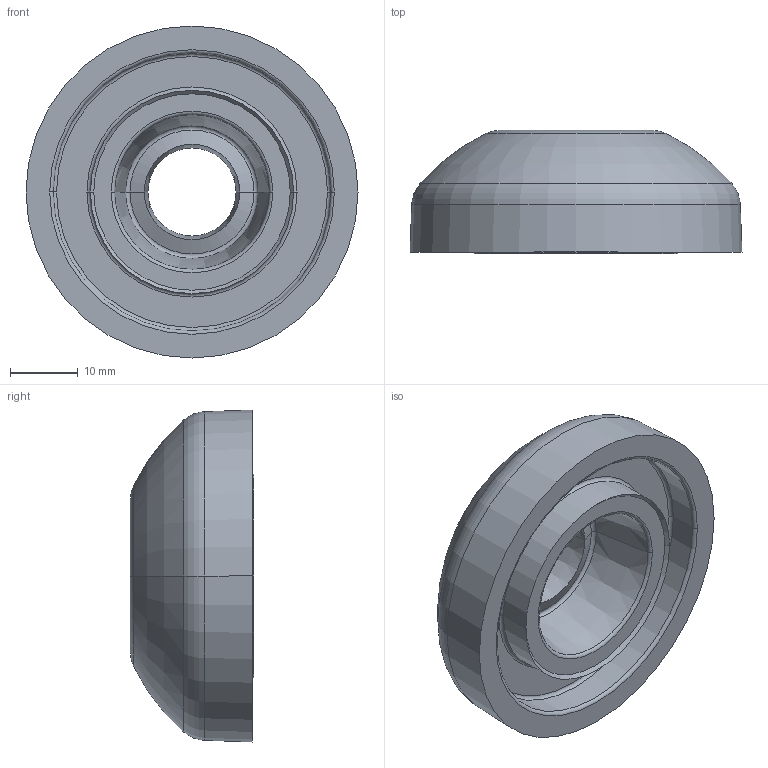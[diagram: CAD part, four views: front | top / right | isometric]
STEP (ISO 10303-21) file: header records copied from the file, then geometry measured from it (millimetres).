
FILE_DESCRIPTION (( 'STEP AP214' ), '1' );
FILE_NAME ('098a050zs.STEP', '2014-08-12T08:33:19', ( '' ), ( '' ), 'SwSTEP 2.0', 'SolidWorks 2014', '' );
FILE_SCHEMA (( 'AUTOMOTIVE_DESIGN' ));
Length unit declared in the file: millimetre
Products named in the file (1): 098a050zs
Bounding box: 49 x 18.2 x 49 mm (x, y, z)
Volume: 19169 mm3; surface area: 7089 mm2
Topology: 1 solids, 1 shells, 35 faces, 70 edges, 38 vertices
Faces by surface type: torus 16, cone 10, cylinder 4, plane 3, sphere 2
Entity records: 950 total; most frequent: DIRECTION 198, CARTESIAN_POINT 144, ORIENTED_EDGE 140, AXIS2_PLACEMENT_3D 92, EDGE_CURVE 70, CIRCLE 56, VERTEX_POINT 38, EDGE_LOOP 38
